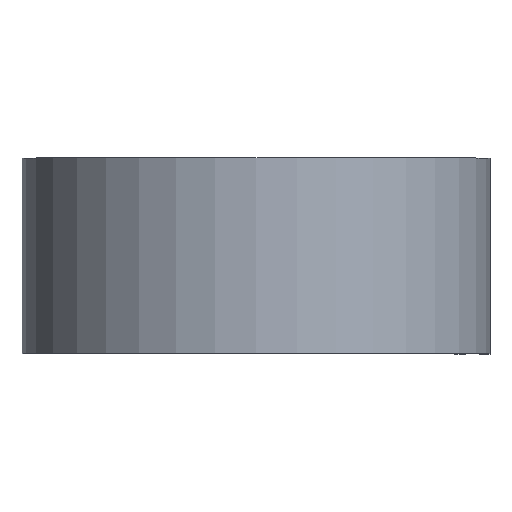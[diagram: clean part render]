
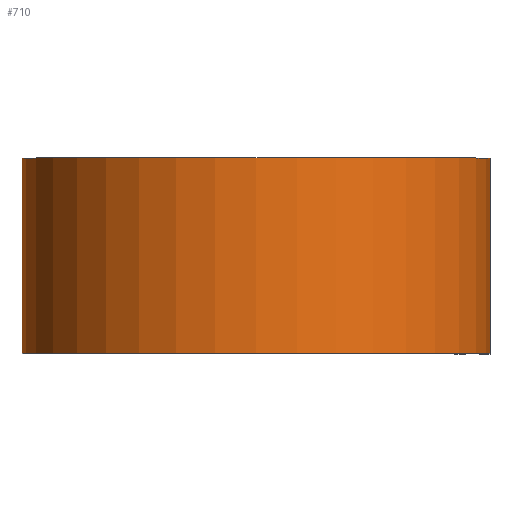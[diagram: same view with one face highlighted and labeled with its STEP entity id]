
A CAD part, top view. The second image highlights one B-rep face of the part: STEP entity #710.
In plain terms, the highlighted cylindrical face has radius 26.619 mm (diameter 53.238 mm), a partial arc.
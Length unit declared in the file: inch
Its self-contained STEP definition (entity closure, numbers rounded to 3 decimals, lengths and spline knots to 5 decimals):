
#34 = DIRECTION ( 'NONE',  ( 0., 0., -1. ) ) ;
#55 = DIRECTION ( 'NONE',  ( 0., -1., 0. ) ) ;
#59 = CARTESIAN_POINT ( 'NONE',  ( 0., 0.4375, 0. ) ) ;
#86 = AXIS2_PLACEMENT_3D ( 'NONE', #306, #131, #359 ) ;
#95 = CARTESIAN_POINT ( 'NONE',  ( 0., 0.4375, -1.048 ) ) ;
#131 = DIRECTION ( 'NONE',  ( 0., 1., 0. ) ) ;
#152 = EDGE_CURVE ( 'NONE', #254, #366, #561, .T. ) ;
#160 = DIRECTION ( 'NONE',  ( 0., -1., 0. ) ) ;
#169 = CARTESIAN_POINT ( 'NONE',  ( 1.048, 0.4375, 0. ) ) ;
#172 = CARTESIAN_POINT ( 'NONE',  ( 0., 0.4375, -1.048 ) ) ;
#178 = DIRECTION ( 'NONE',  ( 0., 1., 0. ) ) ;
#185 = VERTEX_POINT ( 'NONE', #448 ) ;
#197 = AXIS2_PLACEMENT_3D ( 'NONE', #59, #55, #34 ) ;
#199 = ORIENTED_EDGE ( 'NONE', *, *, #152, .F. ) ;
#215 = EDGE_CURVE ( 'NONE', #333, #185, #583, .T. ) ;
#223 = AXIS2_PLACEMENT_3D ( 'NONE', #424, #178, #731 ) ;
#254 = VERTEX_POINT ( 'NONE', #480 ) ;
#257 = DIRECTION ( 'NONE',  ( 0., -1., 0. ) ) ;
#283 = CARTESIAN_POINT ( 'NONE',  ( 1.048, -0.4375, 0. ) ) ;
#306 = CARTESIAN_POINT ( 'NONE',  ( 0., -0.4375, 0. ) ) ;
#321 = ORIENTED_EDGE ( 'NONE', *, *, #337, .T. ) ;
#333 = VERTEX_POINT ( 'NONE', #172 ) ;
#337 = EDGE_CURVE ( 'NONE', #185, #366, #610, .T. ) ;
#356 = ORIENTED_EDGE ( 'NONE', *, *, #215, .T. ) ;
#359 = DIRECTION ( 'NONE',  ( 1., 0., 0. ) ) ;
#366 = VERTEX_POINT ( 'NONE', #283 ) ;
#368 = EDGE_CURVE ( 'NONE', #333, #254, #526, .T. ) ;
#424 = CARTESIAN_POINT ( 'NONE',  ( 0., 0.4375, 0. ) ) ;
#448 = CARTESIAN_POINT ( 'NONE',  ( 0., -0.4375, -1.048 ) ) ;
#480 = CARTESIAN_POINT ( 'NONE',  ( 1.048, 0.4375, 0. ) ) ;
#484 = ORIENTED_EDGE ( 'NONE', *, *, #368, .F. ) ;
#526 = CIRCLE ( 'NONE', #223, 1.048 ) ;
#552 = VECTOR ( 'NONE', #257, 39.37008 ) ;
#561 = LINE ( 'NONE', #169, #552 ) ;
#583 = LINE ( 'NONE', #95, #584 ) ;
#584 = VECTOR ( 'NONE', #160, 39.37008 ) ;
#610 = CIRCLE ( 'NONE', #86, 1.048 ) ;
#624 = EDGE_LOOP ( 'NONE', ( #321, #199, #484, #356 ) ) ;
#687 = FACE_OUTER_BOUND ( 'NONE', #624, .T. ) ;
#689 = CYLINDRICAL_SURFACE ( 'NONE', #197, 1.048 ) ;
#710 = ADVANCED_FACE ( 'NONE', ( #687 ), #689, .T. ) ;
#731 = DIRECTION ( 'NONE',  ( 1., 0., 0. ) ) ;
